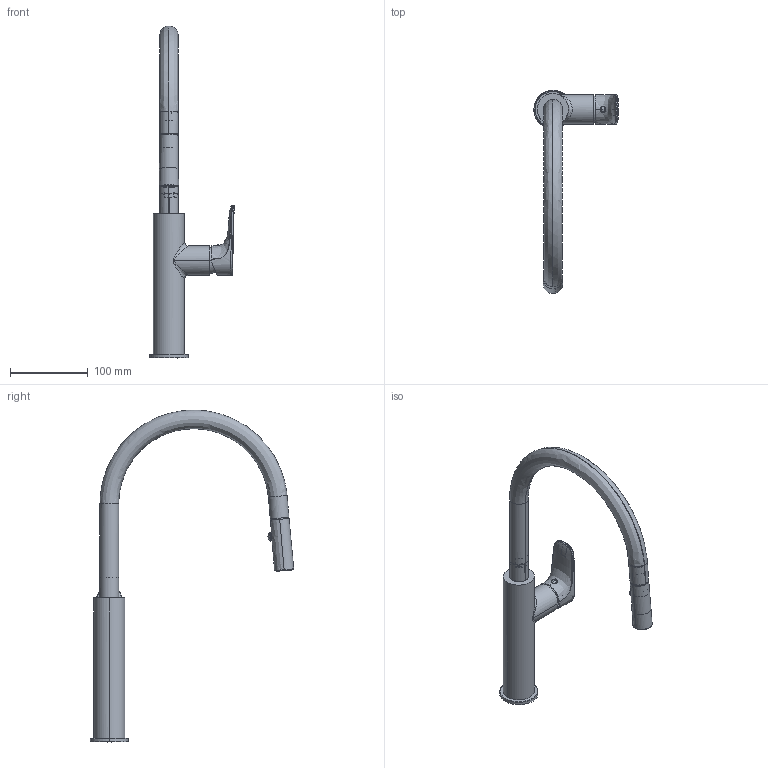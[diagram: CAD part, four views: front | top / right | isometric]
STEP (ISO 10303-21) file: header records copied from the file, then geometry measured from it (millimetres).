
FILE_DESCRIPTION(/* description */ (''),/* implementation_level */ '2;1');
FILE_NAME(/* name */ 'STEP - 155273601_2265809',/* time_stamp */ '2024-04-30T09:01:19+10:00',/* author */ (''),/* organization */ (''),/* preprocessor_version */ 'ST-DEVELOPER v16.5',/* originating_system */ 'Rhino 7.23',/* authorisation */ '');
FILE_SCHEMA (('AUTOMOTIVE_DESIGN'));
Length unit declared in the file: millimetre
Products named in the file (1): Document
Bounding box: 108.25 x 261.29 x 426.37 mm (x, y, z)
Volume: 151417.3 mm3; surface area: 237211.5 mm2
Topology: 23 solids, 46 shells, 1914 faces, 5033 edges, 3226 vertices
Faces by surface type: plane 768, cylinder 648, bspline 498
Entity records: 89864 total; most frequent: CARTESIAN_POINT 57686, ORIENTED_EDGE 9906, EDGE_CURVE 5004, B_SPLINE_CURVE_WITH_KNOTS 3450, VERTEX_POINT 3226, EDGE_LOOP 2111, ADVANCED_FACE 1914, FACE_OUTER_BOUND 1914
